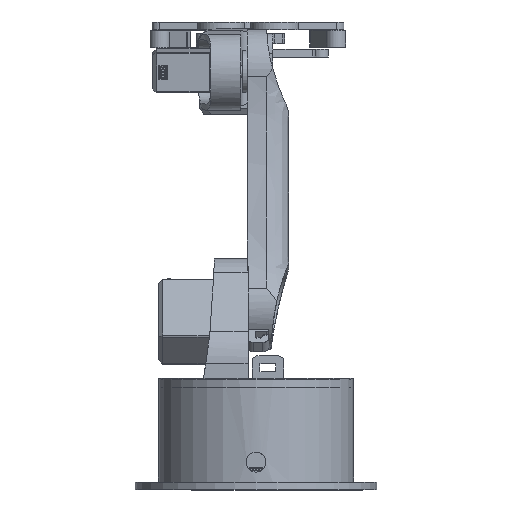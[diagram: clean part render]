
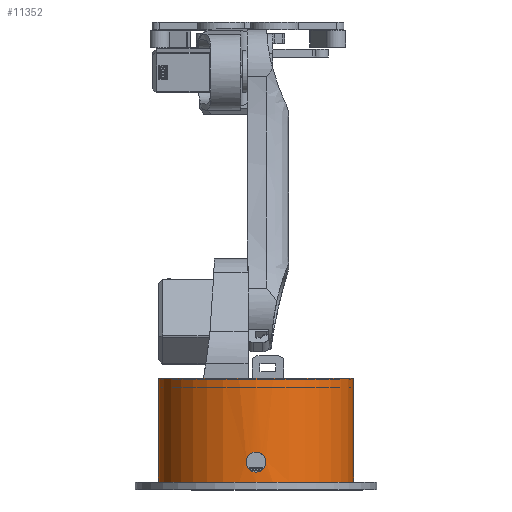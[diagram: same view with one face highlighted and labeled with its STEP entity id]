
A CAD part, left-side view. The second image highlights one B-rep face of the part: STEP entity #11352.
In plain terms, the highlighted cylindrical face has radius 49 mm (diameter 98 mm), a full revolution.
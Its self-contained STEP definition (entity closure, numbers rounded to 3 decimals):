
#698=FACE_BOUND('',#1894,.T.);
#852=B_SPLINE_CURVE_WITH_KNOTS('',3,(#16855,#16856,#16857,#16858,#16859,
#16860,#16861,#16862,#16863,#16864,#16865,#16866,#16867,#16868,#16869,#16870,
#16871,#16872),.UNSPECIFIED.,.F.,.F.,(4,2,2,2,2,2,2,2,4),(3.016,
3.204,3.393,3.581,3.77,3.958,
4.147,4.335,4.524),.UNSPECIFIED.);
#853=B_SPLINE_CURVE_WITH_KNOTS('',3,(#16873,#16874,#16875,#16876,#16877,
#16878,#16879,#16880,#16881,#16882,#16883,#16884,#16885,#16886,#16887,#16888,
#16889,#16890),.UNSPECIFIED.,.F.,.F.,(4,2,2,2,2,2,2,2,4),(1.508,
1.696,1.885,2.073,2.262,2.45,
2.639,2.827,3.016),.UNSPECIFIED.);
#947=CYLINDRICAL_SURFACE('',#12059,49.);
#1232=FACE_OUTER_BOUND('',#1893,.T.);
#1893=EDGE_LOOP('',(#8058,#8059,#8060,#8061));
#1894=EDGE_LOOP('',(#8062,#8063));
#2707=LINE('',#16919,#3710);
#3710=VECTOR('',#13360,49.);
#4720=CIRCLE('',#12060,49.);
#4721=CIRCLE('',#12061,49.);
#5260=VERTEX_POINT('',#16852);
#5261=VERTEX_POINT('',#16854);
#5270=VERTEX_POINT('',#16916);
#5271=VERTEX_POINT('',#16918);
#6362=EDGE_CURVE('',#5260,#5261,#852,.T.);
#6363=EDGE_CURVE('',#5261,#5260,#853,.T.);
#6376=EDGE_CURVE('',#5270,#5270,#4720,.T.);
#6377=EDGE_CURVE('',#5270,#5271,#2707,.T.);
#6378=EDGE_CURVE('',#5271,#5271,#4721,.T.);
#8058=ORIENTED_EDGE('',*,*,#6376,.T.);
#8059=ORIENTED_EDGE('',*,*,#6377,.T.);
#8060=ORIENTED_EDGE('',*,*,#6378,.F.);
#8061=ORIENTED_EDGE('',*,*,#6377,.F.);
#8062=ORIENTED_EDGE('',*,*,#6363,.F.);
#8063=ORIENTED_EDGE('',*,*,#6362,.F.);
#11352=ADVANCED_FACE('',(#1232,#698),#947,.T.);
#12059=AXIS2_PLACEMENT_3D('',#16915,#13356,#13357);
#12060=AXIS2_PLACEMENT_3D('',#16917,#13358,#13359);
#12061=AXIS2_PLACEMENT_3D('',#16920,#13361,#13362);
#13356=DIRECTION('center_axis',(0.,-1.,0.));
#13357=DIRECTION('ref_axis',(0.,0.,-1.));
#13358=DIRECTION('center_axis',(0.,1.,0.));
#13359=DIRECTION('ref_axis',(0.,0.,1.));
#13360=DIRECTION('',(0.,1.,0.));
#13361=DIRECTION('center_axis',(0.,1.,0.));
#13362=DIRECTION('ref_axis',(0.,0.,1.));
#16852=CARTESIAN_POINT('',(48.744,14.,5.));
#16854=CARTESIAN_POINT('',(48.744,14.,-5.));
#16855=CARTESIAN_POINT('Ctrl Pts',(48.744,14.,5.));
#16856=CARTESIAN_POINT('Ctrl Pts',(48.744,13.372,5.));
#16857=CARTESIAN_POINT('Ctrl Pts',(48.758,12.702,4.874));
#16858=CARTESIAN_POINT('Ctrl Pts',(48.806,11.47,4.364));
#16859=CARTESIAN_POINT('Ctrl Pts',(48.84,10.908,3.979));
#16860=CARTESIAN_POINT('Ctrl Pts',(48.904,10.021,3.092));
#16861=CARTESIAN_POINT('Ctrl Pts',(48.939,9.636,2.53));
#16862=CARTESIAN_POINT('Ctrl Pts',(48.987,9.126,1.298));
#16863=CARTESIAN_POINT('Ctrl Pts',(49.,9.,0.628));
#16864=CARTESIAN_POINT('Ctrl Pts',(49.,9.,-0.628));
#16865=CARTESIAN_POINT('Ctrl Pts',(48.987,9.126,-1.298));
#16866=CARTESIAN_POINT('Ctrl Pts',(48.939,9.636,-2.53));
#16867=CARTESIAN_POINT('Ctrl Pts',(48.904,10.021,-3.092));
#16868=CARTESIAN_POINT('Ctrl Pts',(48.84,10.908,-3.979));
#16869=CARTESIAN_POINT('Ctrl Pts',(48.806,11.47,-4.364));
#16870=CARTESIAN_POINT('Ctrl Pts',(48.758,12.702,-4.874));
#16871=CARTESIAN_POINT('Ctrl Pts',(48.744,13.372,-5.));
#16872=CARTESIAN_POINT('Ctrl Pts',(48.744,14.,-5.));
#16873=CARTESIAN_POINT('Ctrl Pts',(48.744,14.,-5.));
#16874=CARTESIAN_POINT('Ctrl Pts',(48.744,14.628,-5.));
#16875=CARTESIAN_POINT('Ctrl Pts',(48.758,15.298,-4.874));
#16876=CARTESIAN_POINT('Ctrl Pts',(48.806,16.53,-4.364));
#16877=CARTESIAN_POINT('Ctrl Pts',(48.84,17.092,-3.979));
#16878=CARTESIAN_POINT('Ctrl Pts',(48.904,17.979,-3.092));
#16879=CARTESIAN_POINT('Ctrl Pts',(48.939,18.364,-2.53));
#16880=CARTESIAN_POINT('Ctrl Pts',(48.987,18.874,-1.298));
#16881=CARTESIAN_POINT('Ctrl Pts',(49.,19.,-0.628));
#16882=CARTESIAN_POINT('Ctrl Pts',(49.,19.,0.628));
#16883=CARTESIAN_POINT('Ctrl Pts',(48.987,18.874,1.298));
#16884=CARTESIAN_POINT('Ctrl Pts',(48.939,18.364,2.53));
#16885=CARTESIAN_POINT('Ctrl Pts',(48.904,17.979,3.092));
#16886=CARTESIAN_POINT('Ctrl Pts',(48.84,17.092,3.979));
#16887=CARTESIAN_POINT('Ctrl Pts',(48.806,16.53,4.364));
#16888=CARTESIAN_POINT('Ctrl Pts',(48.758,15.298,4.874));
#16889=CARTESIAN_POINT('Ctrl Pts',(48.744,14.628,5.));
#16890=CARTESIAN_POINT('Ctrl Pts',(48.744,14.,5.));
#16915=CARTESIAN_POINT('Origin',(0.,56.,0.));
#16916=CARTESIAN_POINT('',(0.,4.,49.));
#16917=CARTESIAN_POINT('Origin',(0.,4.,0.));
#16918=CARTESIAN_POINT('',(0.,56.,49.));
#16919=CARTESIAN_POINT('',(0.,56.,49.));
#16920=CARTESIAN_POINT('Origin',(0.,56.,0.));
